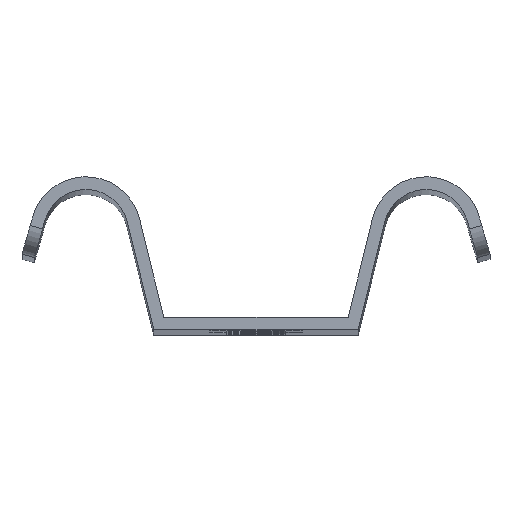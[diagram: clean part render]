
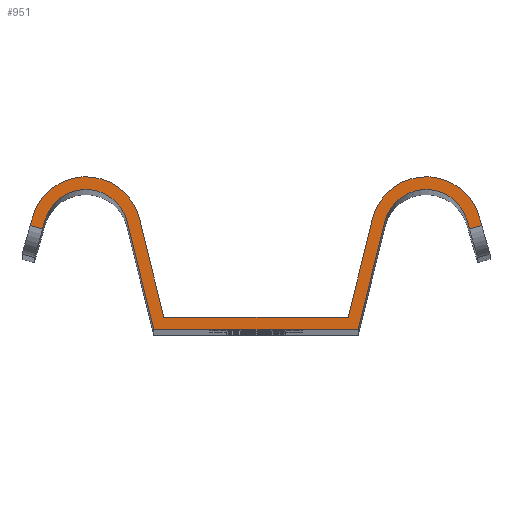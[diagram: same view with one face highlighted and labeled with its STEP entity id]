
A CAD part, top view. The second image highlights one B-rep face of the part: STEP entity #951.
In plain terms, the highlighted planar face has unit normal (0, 0, 1).
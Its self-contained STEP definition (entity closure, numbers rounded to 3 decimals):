
#17 = LINE ( 'NONE', #1409, #1337 ) ;
#37 = CIRCLE ( 'NONE', #660, 6.5 ) ;
#43 = AXIS2_PLACEMENT_3D ( 'NONE', #829, #826, #822 ) ;
#44 = DIRECTION ( 'NONE',  ( 1., 0., 0. ) ) ;
#49 = CARTESIAN_POINT ( 'NONE',  ( -20., 11.5, 175. ) ) ;
#54 = EDGE_CURVE ( 'NONE', #930, #1426, #696, .T. ) ;
#90 = EDGE_CURVE ( 'NONE', #1108, #1289, #1206, .T. ) ;
#126 = CIRCLE ( 'NONE', #561, 6.5 ) ;
#134 = CARTESIAN_POINT ( 'NONE',  ( 26.25, 13.286, 175. ) ) ;
#135 = ORIENTED_EDGE ( 'NONE', *, *, #913, .T. ) ;
#137 = ORIENTED_EDGE ( 'NONE', *, *, #293, .T. ) ;
#138 = VECTOR ( 'NONE', #149, 1000. ) ;
#149 = DIRECTION ( 'NONE',  ( -0.24, 0.971, 0. ) ) ;
#150 = DIRECTION ( 'NONE',  ( 1., 0., 0. ) ) ;
#159 = CARTESIAN_POINT ( 'NONE',  ( -10.826, 1.5, 175. ) ) ;
#186 = EDGE_CURVE ( 'NONE', #571, #202, #187, .T. ) ;
#187 = LINE ( 'NONE', #790, #688 ) ;
#190 = VECTOR ( 'NONE', #1007, 1000. ) ;
#195 = DIRECTION ( 'NONE',  ( 0.24, 0.971, 0. ) ) ;
#202 = VERTEX_POINT ( 'NONE', #695 ) ;
#203 = CARTESIAN_POINT ( 'NONE',  ( 12., 0., 175. ) ) ;
#212 = CARTESIAN_POINT ( 'NONE',  ( 12., 0., 175. ) ) ;
#217 = AXIS2_PLACEMENT_3D ( 'NONE', #1124, #1078, #1077 ) ;
#224 = EDGE_CURVE ( 'NONE', #1426, #1572, #37, .T. ) ;
#260 = CARTESIAN_POINT ( 'NONE',  ( -13.691, 13.063, 175. ) ) ;
#268 = AXIS2_PLACEMENT_3D ( 'NONE', #1122, #1117, #1116 ) ;
#288 = ORIENTED_EDGE ( 'NONE', *, *, #224, .T. ) ;
#293 = EDGE_CURVE ( 'NONE', #1572, #1108, #860, .T. ) ;
#313 = DIRECTION ( 'NONE',  ( -0.24, -0.971, 0. ) ) ;
#318 = CARTESIAN_POINT ( 'NONE',  ( -10.826, 1.5, 175. ) ) ;
#349 = VERTEX_POINT ( 'NONE', #355 ) ;
#355 = CARTESIAN_POINT ( 'NONE',  ( -15.147, 12.702, 175. ) ) ;
#395 = VECTOR ( 'NONE', #1024, 1000. ) ;
#396 = VERTEX_POINT ( 'NONE', #1598 ) ;
#400 = VECTOR ( 'NONE', #1189, 1000. ) ;
#426 = EDGE_CURVE ( 'NONE', #1289, #1311, #1391, .T. ) ;
#455 = ORIENTED_EDGE ( 'NONE', *, *, #1416, .T. ) ;
#458 = ORIENTED_EDGE ( 'NONE', *, *, #90, .T. ) ;
#459 = EDGE_CURVE ( 'NONE', #1311, #888, #126, .T. ) ;
#534 = DIRECTION ( 'NONE',  ( 0., 0., 1. ) ) ;
#549 = CARTESIAN_POINT ( 'NONE',  ( 10.826, 1.5, 175. ) ) ;
#561 = AXIS2_PLACEMENT_3D ( 'NONE', #49, #1256, #44 ) ;
#567 = CARTESIAN_POINT ( 'NONE',  ( 20., 11.5, 175. ) ) ;
#571 = VERTEX_POINT ( 'NONE', #1629 ) ;
#578 = VECTOR ( 'NONE', #1496, 1000. ) ;
#623 = ORIENTED_EDGE ( 'NONE', *, *, #1053, .T. ) ;
#627 = ORIENTED_EDGE ( 'NONE', *, *, #54, .T. ) ;
#647 = CARTESIAN_POINT ( 'NONE',  ( -25.096, 11.865, 175. ) ) ;
#660 = AXIS2_PLACEMENT_3D ( 'NONE', #567, #534, #1368 ) ;
#662 = LINE ( 'NONE', #203, #1073 ) ;
#687 = EDGE_CURVE ( 'NONE', #888, #1088, #1349, .T. ) ;
#688 = VECTOR ( 'NONE', #714, 1000. ) ;
#695 = CARTESIAN_POINT ( 'NONE',  ( 25.096, 11.865, 175. ) ) ;
#696 = LINE ( 'NONE', #1028, #868 ) ;
#707 = CIRCLE ( 'NONE', #43, 5. ) ;
#714 = DIRECTION ( 'NONE',  ( 0.275, -0.961, 0. ) ) ;
#722 = CARTESIAN_POINT ( 'NONE',  ( 10.826, 1.5, 175. ) ) ;
#753 = CARTESIAN_POINT ( 'NONE',  ( -26.538, 12.277, 175. ) ) ;
#780 = EDGE_CURVE ( 'NONE', #1088, #1506, #1185, .T. ) ;
#790 = CARTESIAN_POINT ( 'NONE',  ( 24.807, 12.874, 175. ) ) ;
#801 = EDGE_CURVE ( 'NONE', #202, #930, #17, .T. ) ;
#813 = ORIENTED_EDGE ( 'NONE', *, *, #976, .T. ) ;
#814 = ORIENTED_EDGE ( 'NONE', *, *, #186, .T. ) ;
#819 = ORIENTED_EDGE ( 'NONE', *, *, #459, .T. ) ;
#822 = DIRECTION ( 'NONE',  ( 1., 0., 0. ) ) ;
#826 = DIRECTION ( 'NONE',  ( 0., 0., -1. ) ) ;
#829 = CARTESIAN_POINT ( 'NONE',  ( -20., 11.5, 175. ) ) ;
#858 = LINE ( 'NONE', #1032, #395 ) ;
#860 = LINE ( 'NONE', #549, #1410 ) ;
#868 = VECTOR ( 'NONE', #1068, 1000. ) ;
#888 = VERTEX_POINT ( 'NONE', #1252 ) ;
#897 = EDGE_LOOP ( 'NONE', ( #1324, #954, #813, #623, #135, #455, #1328, #1578, #814, #1153, #627, #288, #137, #458, #1331, #819 ) ) ;
#913 = EDGE_CURVE ( 'NONE', #349, #1532, #1665, .T. ) ;
#918 = FACE_OUTER_BOUND ( 'NONE', #897, .T. ) ;
#930 = VERTEX_POINT ( 'NONE', #1166 ) ;
#938 = EDGE_CURVE ( 'NONE', #396, #571, #1301, .T. ) ;
#951 = ADVANCED_FACE ( 'NONE', ( #918 ), #1081, .T. ) ;
#954 = ORIENTED_EDGE ( 'NONE', *, *, #780, .T. ) ;
#971 = CARTESIAN_POINT ( 'NONE',  ( -12., 0., 175. ) ) ;
#976 = EDGE_CURVE ( 'NONE', #1506, #1571, #858, .T. ) ;
#1000 = VERTEX_POINT ( 'NONE', #1003 ) ;
#1003 = CARTESIAN_POINT ( 'NONE',  ( 12., 0., 175. ) ) ;
#1007 = DIRECTION ( 'NONE',  ( -1., 0., 0. ) ) ;
#1024 = DIRECTION ( 'NONE',  ( 0.275, 0.961, 0. ) ) ;
#1028 = CARTESIAN_POINT ( 'NONE',  ( 26.25, 13.286, 175. ) ) ;
#1032 = CARTESIAN_POINT ( 'NONE',  ( -24.807, 12.874, 175. ) ) ;
#1053 = EDGE_CURVE ( 'NONE', #1571, #349, #707, .T. ) ;
#1068 = DIRECTION ( 'NONE',  ( -0.275, 0.961, 0. ) ) ;
#1070 = VECTOR ( 'NONE', #150, 1000. ) ;
#1073 = VECTOR ( 'NONE', #195, 1000. ) ;
#1077 = DIRECTION ( 'NONE',  ( 1., 0., 0. ) ) ;
#1078 = DIRECTION ( 'NONE',  ( 0., 0., 1. ) ) ;
#1081 = PLANE ( 'NONE',  #217 ) ;
#1088 = VERTEX_POINT ( 'NONE', #753 ) ;
#1108 = VERTEX_POINT ( 'NONE', #722 ) ;
#1109 = LINE ( 'NONE', #212, #1070 ) ;
#1116 = DIRECTION ( 'NONE',  ( -1., 0., 0. ) ) ;
#1117 = DIRECTION ( 'NONE',  ( 0., 0., -1. ) ) ;
#1122 = CARTESIAN_POINT ( 'NONE',  ( 20., 11.5, 175. ) ) ;
#1124 = CARTESIAN_POINT ( 'NONE',  ( -20., 11.5, 175. ) ) ;
#1153 = ORIENTED_EDGE ( 'NONE', *, *, #801, .T. ) ;
#1166 = CARTESIAN_POINT ( 'NONE',  ( 26.538, 12.277, 175. ) ) ;
#1185 = LINE ( 'NONE', #1452, #1679 ) ;
#1189 = DIRECTION ( 'NONE',  ( 0.24, -0.971, 0. ) ) ;
#1205 = CARTESIAN_POINT ( 'NONE',  ( -12., 0., 175. ) ) ;
#1206 = LINE ( 'NONE', #1277, #190 ) ;
#1230 = CARTESIAN_POINT ( 'NONE',  ( 13.691, 13.063, 175. ) ) ;
#1252 = CARTESIAN_POINT ( 'NONE',  ( -26.25, 13.286, 175. ) ) ;
#1256 = DIRECTION ( 'NONE',  ( 0., 0., 1. ) ) ;
#1277 = CARTESIAN_POINT ( 'NONE',  ( 10.826, 1.5, 175. ) ) ;
#1289 = VERTEX_POINT ( 'NONE', #318 ) ;
#1301 = CIRCLE ( 'NONE', #268, 5. ) ;
#1311 = VERTEX_POINT ( 'NONE', #260 ) ;
#1324 = ORIENTED_EDGE ( 'NONE', *, *, #687, .T. ) ;
#1328 = ORIENTED_EDGE ( 'NONE', *, *, #1343, .T. ) ;
#1331 = ORIENTED_EDGE ( 'NONE', *, *, #426, .T. ) ;
#1337 = VECTOR ( 'NONE', #1400, 1000. ) ;
#1343 = EDGE_CURVE ( 'NONE', #1000, #396, #662, .T. ) ;
#1349 = LINE ( 'NONE', #1492, #578 ) ;
#1368 = DIRECTION ( 'NONE',  ( -1., 0., 0. ) ) ;
#1391 = LINE ( 'NONE', #159, #138 ) ;
#1400 = DIRECTION ( 'NONE',  ( 0.961, 0.275, 0. ) ) ;
#1409 = CARTESIAN_POINT ( 'NONE',  ( 26.538, 12.277, 175. ) ) ;
#1410 = VECTOR ( 'NONE', #313, 1000. ) ;
#1416 = EDGE_CURVE ( 'NONE', #1532, #1000, #1109, .T. ) ;
#1426 = VERTEX_POINT ( 'NONE', #134 ) ;
#1429 = DIRECTION ( 'NONE',  ( 0.961, -0.275, 0. ) ) ;
#1437 = CARTESIAN_POINT ( 'NONE',  ( -24.807, 12.874, 175. ) ) ;
#1452 = CARTESIAN_POINT ( 'NONE',  ( -25.096, 11.865, 175. ) ) ;
#1492 = CARTESIAN_POINT ( 'NONE',  ( -26.25, 13.286, 175. ) ) ;
#1496 = DIRECTION ( 'NONE',  ( -0.275, -0.961, 0. ) ) ;
#1506 = VERTEX_POINT ( 'NONE', #647 ) ;
#1532 = VERTEX_POINT ( 'NONE', #971 ) ;
#1571 = VERTEX_POINT ( 'NONE', #1437 ) ;
#1572 = VERTEX_POINT ( 'NONE', #1230 ) ;
#1578 = ORIENTED_EDGE ( 'NONE', *, *, #938, .T. ) ;
#1598 = CARTESIAN_POINT ( 'NONE',  ( 15.147, 12.702, 175. ) ) ;
#1629 = CARTESIAN_POINT ( 'NONE',  ( 24.807, 12.874, 175. ) ) ;
#1665 = LINE ( 'NONE', #1205, #400 ) ;
#1679 = VECTOR ( 'NONE', #1429, 1000. ) ;
